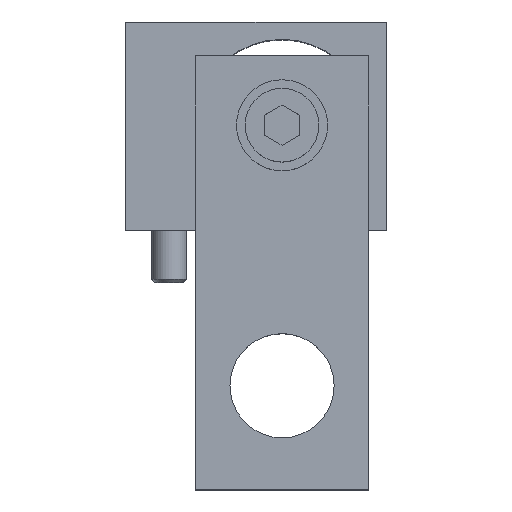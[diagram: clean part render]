
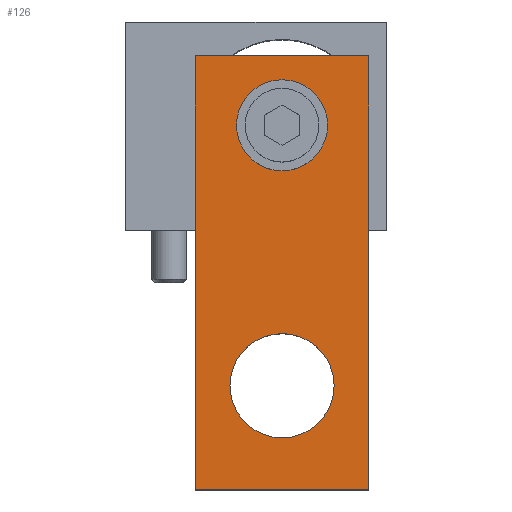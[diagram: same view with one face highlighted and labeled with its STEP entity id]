
A CAD part, top view. The second image highlights one B-rep face of the part: STEP entity #126.
In plain terms, the highlighted planar face has unit normal (0, 0, 1).
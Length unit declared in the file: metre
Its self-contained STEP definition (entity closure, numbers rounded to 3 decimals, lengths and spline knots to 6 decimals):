
#126 = ADVANCED_FACE( '', ( #270, #271, #272 ), #273, .F. );
#270 = FACE_BOUND( '', #425, .T. );
#271 = FACE_BOUND( '', #426, .T. );
#272 = FACE_OUTER_BOUND( '', #427, .T. );
#273 = PLANE( '', #428 );
#425 = EDGE_LOOP( '', ( #666 ) );
#426 = EDGE_LOOP( '', ( #667 ) );
#427 = EDGE_LOOP( '', ( #668, #669, #670, #671 ) );
#428 = AXIS2_PLACEMENT_3D( '', #672, #673, #674 );
#666 = ORIENTED_EDGE( '', *, *, #838, .T. );
#667 = ORIENTED_EDGE( '', *, *, #817, .T. );
#668 = ORIENTED_EDGE( '', *, *, #839, .F. );
#669 = ORIENTED_EDGE( '', *, *, #819, .F. );
#670 = ORIENTED_EDGE( '', *, *, #814, .F. );
#671 = ORIENTED_EDGE( '', *, *, #755, .F. );
#672 = CARTESIAN_POINT( '', ( -0.01, -0.012, 0.008 ) );
#673 = DIRECTION( '', ( 0., 0., -1. ) );
#674 = DIRECTION( '', ( -1., 0., 0. ) );
#755 = EDGE_CURVE( '', #859, #861, #862, .T. );
#814 = EDGE_CURVE( '', #861, #957, #958, .T. );
#817 = EDGE_CURVE( '', #961, #961, #962, .T. );
#819 = EDGE_CURVE( '', #957, #964, #965, .T. );
#838 = EDGE_CURVE( '', #988, #988, #989, .T. );
#839 = EDGE_CURVE( '', #964, #859, #990, .T. );
#859 = VERTEX_POINT( '', #1013 );
#861 = VERTEX_POINT( '', #1016 );
#862 = LINE( '', #1017, #1018 );
#957 = VERTEX_POINT( '', #1169 );
#958 = LINE( '', #1170, #1171 );
#961 = VERTEX_POINT( '', #1175 );
#962 = CIRCLE( '', #1176, 0.006 );
#964 = VERTEX_POINT( '', #1178 );
#965 = LINE( '', #1179, #1180 );
#988 = VERTEX_POINT( '', #1213 );
#989 = CIRCLE( '', #1214, 0.00525 );
#990 = LINE( '', #1215, #1216 );
#1013 = CARTESIAN_POINT( '', ( -0.01, -0.012, 0.008 ) );
#1016 = CARTESIAN_POINT( '', ( -0.01, 0.038, 0.008 ) );
#1017 = CARTESIAN_POINT( '', ( -0.01, -0.012, 0.008 ) );
#1018 = VECTOR( '', #1238, 1. );
#1169 = CARTESIAN_POINT( '', ( 0.01, 0.038, 0.008 ) );
#1170 = CARTESIAN_POINT( '', ( -0.01, 0.038, 0.008 ) );
#1171 = VECTOR( '', #1313, 1. );
#1175 = CARTESIAN_POINT( '', ( 0., -0.006, 0.008 ) );
#1176 = AXIS2_PLACEMENT_3D( '', #1315, #1316, #1317 );
#1178 = CARTESIAN_POINT( '', ( 0.01, -0.012, 0.008 ) );
#1179 = CARTESIAN_POINT( '', ( 0.01, 0.038, 0.008 ) );
#1180 = VECTOR( '', #1318, 1. );
#1213 = CARTESIAN_POINT( '', ( -0.00525, 0.03, 0.008 ) );
#1214 = AXIS2_PLACEMENT_3D( '', #1329, #1330, #1331 );
#1215 = CARTESIAN_POINT( '', ( 0.01, -0.012, 0.008 ) );
#1216 = VECTOR( '', #1332, 1. );
#1238 = DIRECTION( '', ( 0., 1., 0. ) );
#1313 = DIRECTION( '', ( 1., 0., 0. ) );
#1315 = CARTESIAN_POINT( '', ( 0., 0., 0.008 ) );
#1316 = DIRECTION( '', ( 0., 0., -1. ) );
#1317 = DIRECTION( '', ( 0., -1., 0. ) );
#1318 = DIRECTION( '', ( 0., -1., 0. ) );
#1329 = CARTESIAN_POINT( '', ( 0., 0.03, 0.008 ) );
#1330 = DIRECTION( '', ( 0., 0., -1. ) );
#1331 = DIRECTION( '', ( -1., 0., 0. ) );
#1332 = DIRECTION( '', ( -1., 0., 0. ) );
